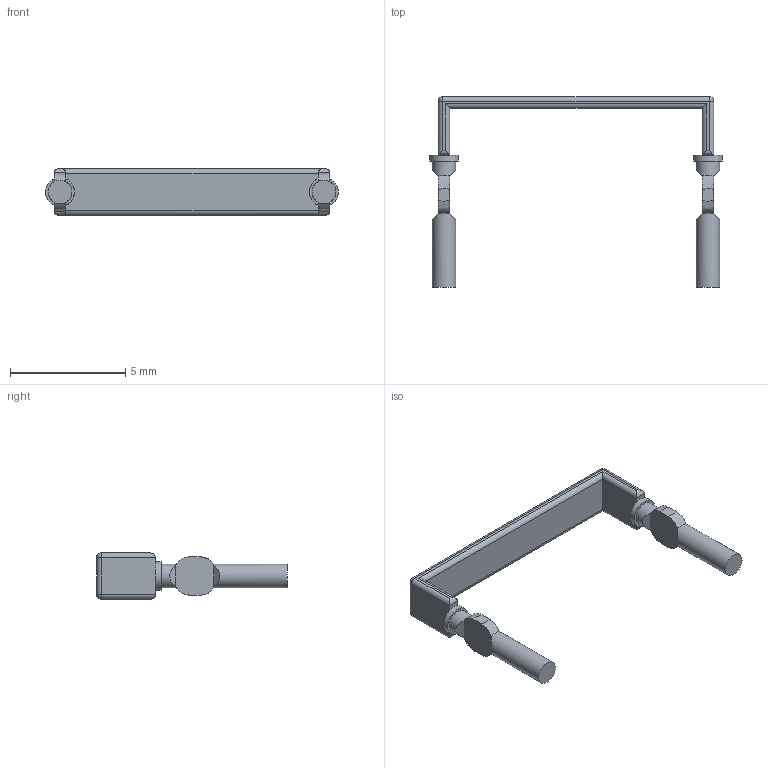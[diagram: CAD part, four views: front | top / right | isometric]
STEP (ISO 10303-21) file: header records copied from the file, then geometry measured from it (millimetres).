
FILE_DESCRIPTION(/* description */ (''),/* implementation_level */ '2;1');
FILE_NAME(/* name */ 'BR1_stp.stp',/* time_stamp */ '2019-08-15T17:31:01-04:00',/* author */ ('mulla'),/* organization */ (''),/* preprocessor_version */ 'ST-DEVELOPER v16.1',/* originating_system */ 'Autodesk Inventor 2016',/* authorisation */ '');
FILE_SCHEMA (('AUTOMOTIVE_DESIGN { 1 0 10303 214 3 1 1 }'));
Length unit declared in the file: millimetre
Products named in the file (1): BR1
Bounding box: 12.68 x 8.26 x 2 mm (x, y, z)
Volume: 24.9 mm3; surface area: 119.3 mm2
Topology: 1 solids, 1 shells, 72 faces, 156 edges, 88 vertices
Faces by surface type: plane 36, cylinder 24, bspline 8, sphere 4
Full cylindrical faces by diameter (mm): 1.02 x4, 1.25 x2
Entity records: 2395 total; most frequent: CARTESIAN_POINT 859, DIRECTION 304, ORIENTED_EDGE 288, EDGE_CURVE 144, AXIS2_PLACEMENT_3D 119, VERTEX_POINT 82, EDGE_LOOP 80, FACE_OUTER_BOUND 72
